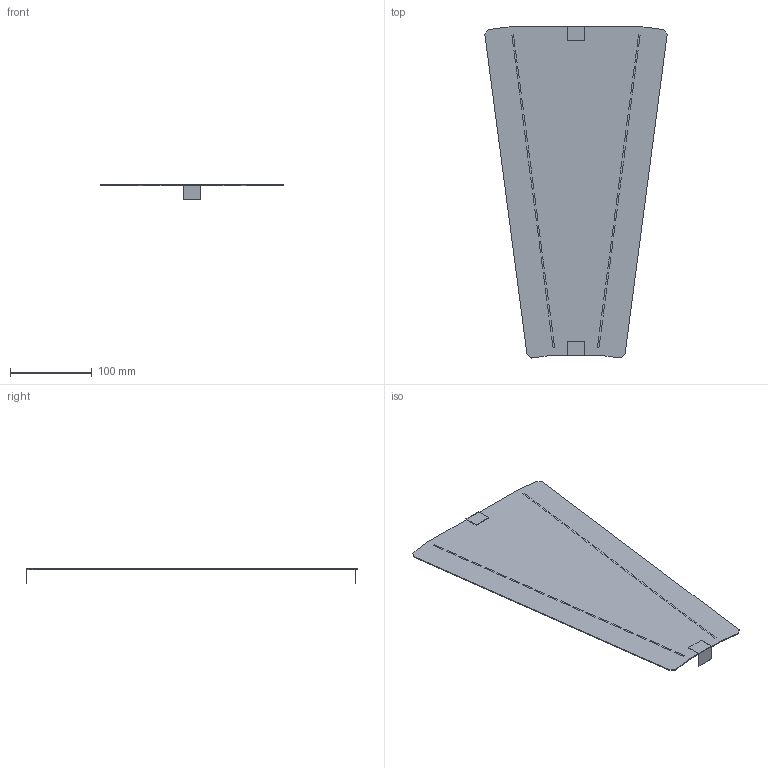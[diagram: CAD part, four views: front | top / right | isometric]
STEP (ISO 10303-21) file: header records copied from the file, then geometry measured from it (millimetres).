
FILE_DESCRIPTION(/* description */ (''),/* implementation_level */ '2;1');
FILE_NAME(/* name */ '487914.stp',/* time_stamp */ '2023-12-19T13:57:47+01:00',/* author */ ('bonnaudn'),/* organization */ (''),/* preprocessor_version */ 'ST-DEVELOPER v19.2',/* originating_system */ 'AutoCAD Mechanical',/* authorisation */ '');
FILE_SCHEMA (('AUTOMOTIVE_DESIGN { 1 0 10303 214 3 1 1 }'));
Length unit declared in the file: millimetre
Products named in the file (1): Product
Bounding box: 222.82 x 405.8 x 19.03 mm (x, y, z)
Volume: 70347.9 mm3; surface area: 145045.3 mm2
Topology: 3 solids, 83 shells, 110 faces, 393 edges, 369 vertices
Faces by surface type: plane 110
Entity records: 4340 total; most frequent: CARTESIAN_POINT 873, DIRECTION 615, ORIENTED_EDGE 466, LINE 393, VECTOR 393, EDGE_CURVE 393, VERTEX_POINT 369, AXIS2_PLACEMENT_3D 111
